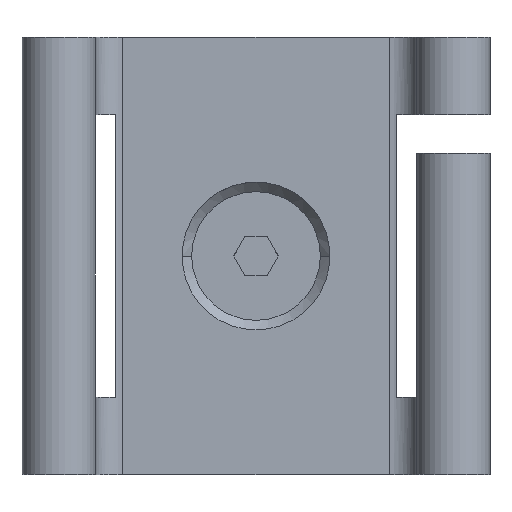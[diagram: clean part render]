
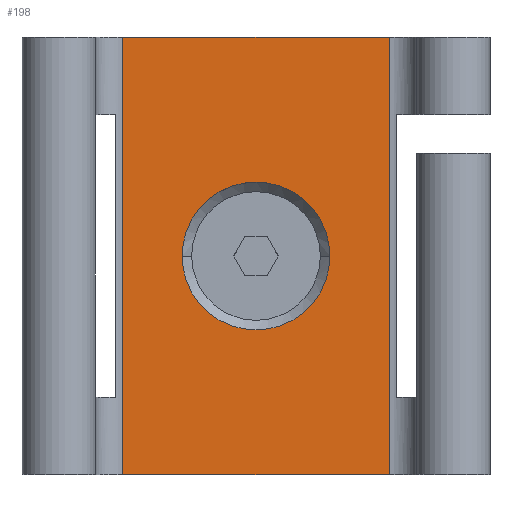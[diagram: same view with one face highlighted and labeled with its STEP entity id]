
A CAD part, top view. The second image highlights one B-rep face of the part: STEP entity #198.
In plain terms, the highlighted planar face has unit normal (0, 0, 1).
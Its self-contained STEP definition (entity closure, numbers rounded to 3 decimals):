
#198=ADVANCED_FACE('',(#364,#365),#366,.T.);
#364=FACE_BOUND('',#512,.T.);
#365=FACE_OUTER_BOUND('',#513,.T.);
#366=PLANE('',#514);
#512=EDGE_LOOP('',(#866,#867));
#513=EDGE_LOOP('',(#868,#869,#870,#871));
#514=AXIS2_PLACEMENT_3D('',#872,#873,#874);
#866=ORIENTED_EDGE('',*,*,#998,.T.);
#867=ORIENTED_EDGE('',*,*,#988,.T.);
#868=ORIENTED_EDGE('',*,*,#1052,.T.);
#869=ORIENTED_EDGE('',*,*,#1028,.T.);
#870=ORIENTED_EDGE('',*,*,#1044,.F.);
#871=ORIENTED_EDGE('',*,*,#1018,.T.);
#872=CARTESIAN_POINT('',(0.0,0.0,5.7));
#873=DIRECTION('',(0.0,0.0,1.0));
#874=DIRECTION('',(1.0,0.0,0.0));
#988=EDGE_CURVE('',#1179,#1176,#1180,.T.);
#998=EDGE_CURVE('',#1176,#1179,#1191,.T.);
#1018=EDGE_CURVE('',#1221,#1219,#1222,.T.);
#1028=EDGE_CURVE('',#1228,#1235,#1237,.T.);
#1044=EDGE_CURVE('',#1221,#1235,#1257,.T.);
#1052=EDGE_CURVE('',#1219,#1228,#1265,.T.);
#1176=VERTEX_POINT('',#1427);
#1179=VERTEX_POINT('',#1431);
#1180=CIRCLE('',#1432,5.75);
#1191=CIRCLE('',#1446,5.75);
#1219=VERTEX_POINT('',#1480);
#1221=VERTEX_POINT('',#1482);
#1222=LINE('',#1483,#1484);
#1228=VERTEX_POINT('',#1491);
#1235=VERTEX_POINT('',#1499);
#1237=LINE('',#1501,#1502);
#1257=LINE('',#1526,#1527);
#1265=LINE('',#1535,#1536);
#1427=CARTESIAN_POINT('',(5.75,0.0,5.7));
#1431=CARTESIAN_POINT('',(-5.75,0.,5.7));
#1432=AXIS2_PLACEMENT_3D('',#1633,#1634,#1635);
#1446=AXIS2_PLACEMENT_3D('',#1648,#1649,#1650);
#1480=CARTESIAN_POINT('',(10.35,-17.0,5.7));
#1482=CARTESIAN_POINT('',(-10.35,-17.0,5.7));
#1483=CARTESIAN_POINT('',(0.0,-17.0,5.7));
#1484=VECTOR('',#1678,1.0);
#1491=CARTESIAN_POINT('',(10.35,17.0,5.7));
#1499=CARTESIAN_POINT('',(-10.35,17.0,5.7));
#1501=CARTESIAN_POINT('',(0.0,17.0,5.7));
#1502=VECTOR('',#1699,1.0);
#1526=CARTESIAN_POINT('',(-10.35,0.0,5.7));
#1527=VECTOR('',#1722,1.0);
#1535=CARTESIAN_POINT('',(10.35,0.0,5.7));
#1536=VECTOR('',#1735,1.0);
#1633=CARTESIAN_POINT('',(0.0,0.0,5.7));
#1634=DIRECTION('',(0.0,0.0,-1.0));
#1635=DIRECTION('',(1.0,0.0,0.0));
#1648=CARTESIAN_POINT('',(0.0,0.0,5.7));
#1649=DIRECTION('',(0.0,0.0,-1.0));
#1650=DIRECTION('',(1.0,0.0,0.0));
#1678=DIRECTION('',(1.0,0.0,0.0));
#1699=DIRECTION('',(-1.0,0.0,0.0));
#1722=DIRECTION('',(-0.0,1.0,0.0));
#1735=DIRECTION('',(-0.0,1.0,0.0));
